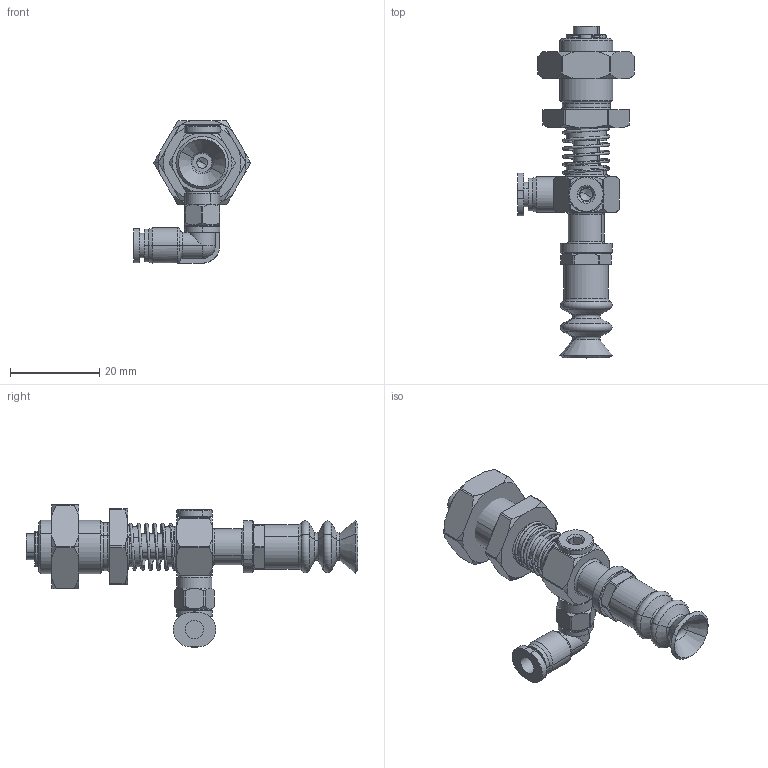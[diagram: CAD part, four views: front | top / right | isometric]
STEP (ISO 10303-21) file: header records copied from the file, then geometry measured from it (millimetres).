
FILE_DESCRIPTION(('CATIA V5 STEP Exchange'),'2;1');
FILE_NAME('ventouse_AllCATPart.stp','2015-03-02T13:44:45+00:00',('none'),('none'),'CATIA Version 5 Release 20 GA (IN-10)','CATIA V5 STEP AP203','none');
FILE_SCHEMA(('CONFIG_CONTROL_DESIGN'));
Length unit declared in the file: millimetre
Products named in the file (1): ventouse_AllCATPart
Bounding box: 26.22 x 74.5 x 32.01 mm (x, y, z)
Volume: 8657 mm3; surface area: 8736.5 mm2
Topology: 14 solids, 14 shells, 429 faces, 993 edges, 602 vertices
Faces by surface type: cylinder 139, plane 93, cone 88, torus 80, bspline 26, sphere 3
Entity records: 13255 total; most frequent: CARTESIAN_POINT 4634, ORIENTED_EDGE 1974, DIRECTION 1341, EDGE_CURVE 987, AXIS2_PLACEMENT_3D 764, VERTEX_POINT 602, CIRCLE 499, EDGE_LOOP 467
